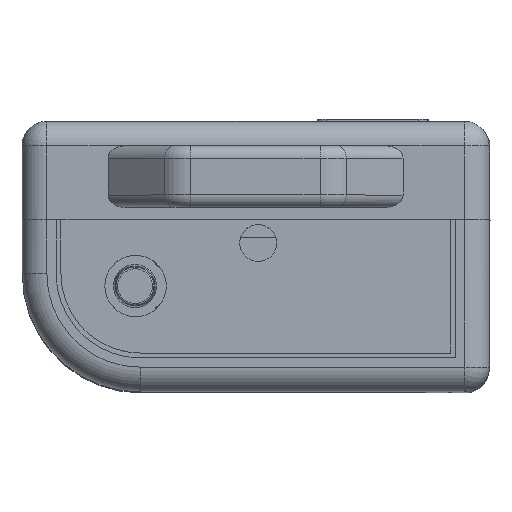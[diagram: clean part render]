
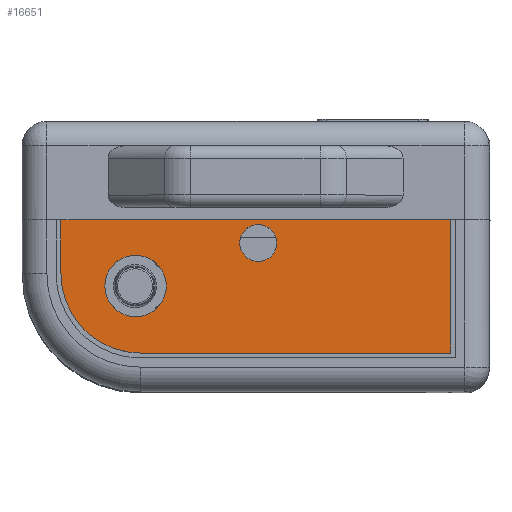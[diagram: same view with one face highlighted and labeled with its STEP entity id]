
A CAD part, top view. The second image highlights one B-rep face of the part: STEP entity #16651.
In plain terms, the highlighted planar face has unit normal (0, 0, 1).
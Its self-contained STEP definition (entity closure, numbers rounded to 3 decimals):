
#9301=CARTESIAN_POINT('',(-43.175,5.53,61.701));
#9302=DIRECTION('',(0.,0.,1.));
#9303=DIRECTION('',(-1.,0.,0.));
#9304=AXIS2_PLACEMENT_3D('',#9301,#9302,#9303);
#9306=DIRECTION('',(-1.,0.,0.));
#9307=VECTOR('',#9306,23.186);
#9308=CARTESIAN_POINT('',(-17.94,9.916,61.701));
#9309=LINE('',#9308,#9307);
#9310=CARTESIAN_POINT('',(-43.571,4.514,61.701));
#9311=DIRECTION('',(0.,0.,-1.));
#9312=DIRECTION('',(-1.,0.,0.));
#9313=AXIS2_PLACEMENT_3D('',#9310,#9311,#9312);
#9315=CARTESIAN_POINT('',(-43.571,4.514,61.701));
#9316=DIRECTION('',(0.,0.,-1.));
#9317=DIRECTION('',(1.,0.,0.));
#9318=AXIS2_PLACEMENT_3D('',#9315,#9316,#9317);
#9320=CARTESIAN_POINT('',(-33.591,8.014,61.701));
#9321=DIRECTION('',(0.,0.,-1.));
#9322=DIRECTION('',(-1.,0.,0.));
#9323=AXIS2_PLACEMENT_3D('',#9320,#9321,#9322);
#9325=CARTESIAN_POINT('',(-33.591,8.014,61.701));
#9326=DIRECTION('',(0.,0.,-1.));
#9327=DIRECTION('',(1.,0.,0.));
#9328=AXIS2_PLACEMENT_3D('',#9325,#9326,#9327);
#9338=DIRECTION('',(0.,-1.,0.));
#9339=VECTOR('',#9338,10.85);
#9340=CARTESIAN_POINT('',(-17.94,9.916,61.701));
#9341=LINE('',#9340,#9339);
#9495=DIRECTION('',(1.,0.,0.));
#9496=VECTOR('',#9495,8.514);
#9497=CARTESIAN_POINT('',(-49.64,9.915,61.701));
#9498=LINE('',#9497,#9496);
#9507=DIRECTION('',(0.,1.,0.));
#9508=VECTOR('',#9507,4.385);
#9509=CARTESIAN_POINT('',(-49.64,5.53,61.701));
#9510=LINE('',#9509,#9508);
#9573=DIRECTION('',(-1.,0.,0.));
#9574=VECTOR('',#9573,25.235);
#9575=CARTESIAN_POINT('',(-17.94,-0.934,
61.702));
#9576=LINE('',#9575,#9574);
#12816=CARTESIAN_POINT('',(-17.94,-0.934,
61.702));
#12817=CARTESIAN_POINT('',(-43.175,-0.935,
61.702));
#12818=VERTEX_POINT('',#12816);
#12819=VERTEX_POINT('',#12817);
#12820=CARTESIAN_POINT('',(-49.64,5.53,
61.701));
#12821=VERTEX_POINT('',#12820);
#12822=CARTESIAN_POINT('',(-49.64,9.915,
61.701));
#12823=VERTEX_POINT('',#12822);
#12824=CARTESIAN_POINT('',(-46.071,4.514,
61.701));
#12825=CARTESIAN_POINT('',(-41.071,4.514,
61.701));
#12826=VERTEX_POINT('',#12824);
#12827=VERTEX_POINT('',#12825);
#12828=CARTESIAN_POINT('',(-35.091,8.014,
61.701));
#12829=CARTESIAN_POINT('',(-32.091,8.014,
61.701));
#12830=VERTEX_POINT('',#12828);
#12831=VERTEX_POINT('',#12829);
#13251=CARTESIAN_POINT('',(-41.126,9.915,
61.701));
#13253=VERTEX_POINT('',#13251);
#13329=CARTESIAN_POINT('',(-17.94,9.916,
61.701));
#13330=VERTEX_POINT('',#13329);
#16622=CARTESIAN_POINT('',(-32.772,4.814,
61.701));
#16623=DIRECTION('',(0.,0.,1.));
#16624=DIRECTION('',(-1.,0.,0.));
#16625=AXIS2_PLACEMENT_3D('',#16622,#16623,#16624);
#16626=PLANE('',#16625);
#16628=ORIENTED_EDGE('',*,*,#16627,.T.);
#16630=ORIENTED_EDGE('',*,*,#16629,.T.);
#16632=ORIENTED_EDGE('',*,*,#16631,.F.);
#16634=ORIENTED_EDGE('',*,*,#16633,.T.);
#16636=ORIENTED_EDGE('',*,*,#16635,.T.);
#16638=ORIENTED_EDGE('',*,*,#16637,.F.);
#16639=EDGE_LOOP('',(#16628,#16630,#16632,#16634,#16636,#16638));
#16640=FACE_OUTER_BOUND('',#16639,.F.);
#16642=ORIENTED_EDGE('',*,*,#16641,.F.);
#16644=ORIENTED_EDGE('',*,*,#16643,.F.);
#16645=EDGE_LOOP('',(#16642,#16644));
#16646=FACE_BOUND('',#16645,.F.);
#16647=ORIENTED_EDGE('',*,*,#16603,.F.);
#16648=ORIENTED_EDGE('',*,*,#16577,.F.);
#16649=EDGE_LOOP('',(#16647,#16648));
#16650=FACE_BOUND('',#16649,.F.);
#16651=ADVANCED_FACE('',(#16640,#16646,#16650),#16626,.T.);
#9305=CIRCLE('',#9304,6.465);
#9314=CIRCLE('',#9313,2.5);
#9319=CIRCLE('',#9318,2.5);
#9324=CIRCLE('',#9323,1.5);
#9329=CIRCLE('',#9328,1.5);
#16577=EDGE_CURVE('',#12831,#12830,#9329,.T.);
#16603=EDGE_CURVE('',#12830,#12831,#9324,.T.);
#16627=EDGE_CURVE('',#13330,#12818,#9341,.T.);
#16629=EDGE_CURVE('',#12818,#12819,#9576,.T.);
#16631=EDGE_CURVE('',#12821,#12819,#9305,.T.);
#16633=EDGE_CURVE('',#12821,#12823,#9510,.T.);
#16635=EDGE_CURVE('',#12823,#13253,#9498,.T.);
#16637=EDGE_CURVE('',#13330,#13253,#9309,.T.);
#16641=EDGE_CURVE('',#12826,#12827,#9314,.T.);
#16643=EDGE_CURVE('',#12827,#12826,#9319,.T.);
